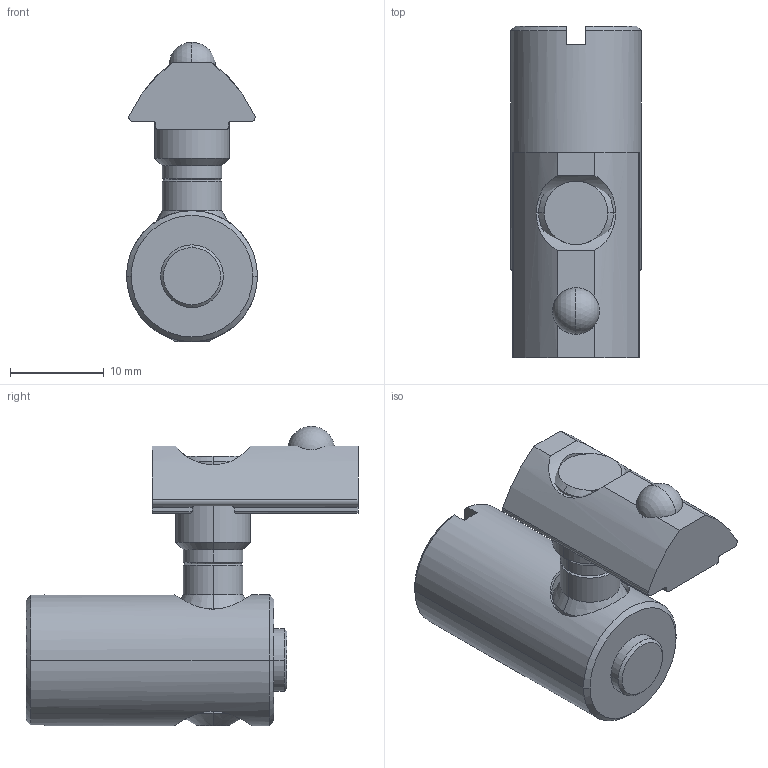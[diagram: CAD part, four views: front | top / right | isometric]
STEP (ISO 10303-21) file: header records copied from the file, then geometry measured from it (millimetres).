
FILE_DESCRIPTION (( 'STEP AP214' ), '1' );
FILE_NAME ('FIXE08E1503-Fixation à onglet 8 40.step', '2023-03-24T10:04:09', ( 'Altae' ), ( '' ), 'SwSTEP 2.0', 'SolidWorks 2021', '' );
FILE_SCHEMA (( 'AUTOMOTIVE_DESIGN' ));
Length unit declared in the file: millimetre
Products named in the file (1): FIXE08E1503-Fixation à onglet 8 40
Bounding box: 14 x 35.5 x 32 mm (x, y, z)
Volume: 5600.5 mm3; surface area: 4515.2 mm2
Topology: 5 solids, 5 shells, 134 faces, 333 edges, 204 vertices
Faces by surface type: plane 44, cylinder 43, cone 35, bspline 6, sphere 4, torus 2
Entity records: 5014 total; most frequent: CARTESIAN_POINT 1845, DIRECTION 646, ORIENTED_EDGE 642, EDGE_CURVE 321, AXIS2_PLACEMENT_3D 245, VERTEX_POINT 198, VECTOR 156, LINE 156
